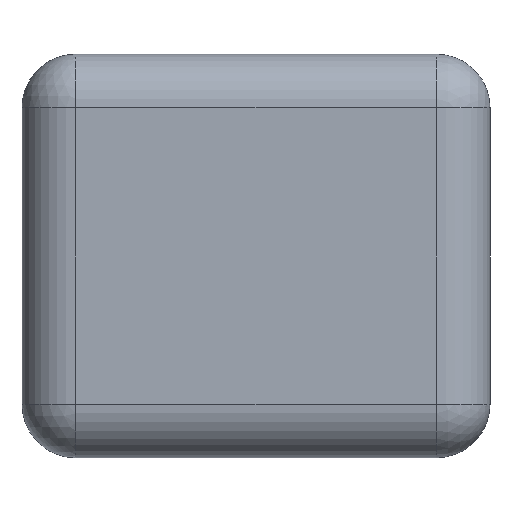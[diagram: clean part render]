
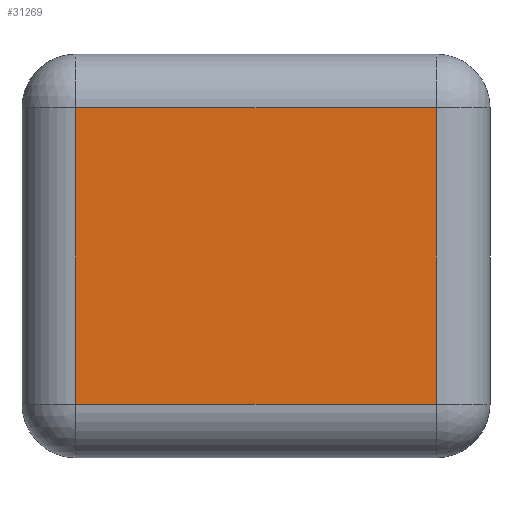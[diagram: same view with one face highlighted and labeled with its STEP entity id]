
A CAD part, front view. The second image highlights one B-rep face of the part: STEP entity #31269.
In plain terms, the highlighted face is planar.
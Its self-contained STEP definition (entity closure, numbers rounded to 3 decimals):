
#589 = EDGE_CURVE ( 'NONE', #8757, #103711, #75658, .T. ) ;
#8757 = VERTEX_POINT ( 'NONE', #112661 ) ;
#10096 = CARTESIAN_POINT ( 'NONE',  ( 268.434, -220.44, 258.534 ) ) ;
#10657 = VECTOR ( 'NONE', #38311, 1000. ) ;
#20151 = CARTESIAN_POINT ( 'NONE',  ( -268.434, -220.44, 258.534 ) ) ;
#22179 = EDGE_CURVE ( 'NONE', #89073, #133002, #85658, .T. ) ;
#22355 = DIRECTION ( 'NONE',  ( 0., 1., 0. ) ) ;
#28369 = PLANE ( 'NONE',  #134484 ) ;
#29259 = CARTESIAN_POINT ( 'NONE',  ( -348.434, 220.44, 258.534 ) ) ;
#31269 = ADVANCED_FACE ( 'NONE', ( #104607 ), #28369, .T. ) ;
#31817 = CARTESIAN_POINT ( 'NONE',  ( -268.434, -300.44, 258.534 ) ) ;
#37033 = CARTESIAN_POINT ( 'NONE',  ( 0., 0., 258.534 ) ) ;
#38311 = DIRECTION ( 'NONE',  ( 1., 0., 0. ) ) ;
#51626 = ORIENTED_EDGE ( 'NONE', *, *, #22179, .T. ) ;
#63249 = LINE ( 'NONE', #107851, #10657 ) ;
#63488 = DIRECTION ( 'NONE',  ( 0., -1., 0. ) ) ;
#71214 = EDGE_LOOP ( 'NONE', ( #120065, #51626, #98575, #112702 ) ) ;
#73126 = DIRECTION ( 'NONE',  ( -1., 0., 0. ) ) ;
#75658 = LINE ( 'NONE', #31817, #134888 ) ;
#79448 = EDGE_CURVE ( 'NONE', #133002, #8757, #129853, .T. ) ;
#80885 = DIRECTION ( 'NONE',  ( 0., 0., 1. ) ) ;
#85658 = LINE ( 'NONE', #129499, #107374 ) ;
#88605 = VECTOR ( 'NONE', #73126, 1000. ) ;
#89073 = VERTEX_POINT ( 'NONE', #10096 ) ;
#98133 = EDGE_CURVE ( 'NONE', #103711, #89073, #63249, .T. ) ;
#98575 = ORIENTED_EDGE ( 'NONE', *, *, #79448, .T. ) ;
#103711 = VERTEX_POINT ( 'NONE', #20151 ) ;
#103898 = DIRECTION ( 'NONE',  ( 1., 0., 0. ) ) ;
#104607 = FACE_OUTER_BOUND ( 'NONE', #71214, .T. ) ;
#107374 = VECTOR ( 'NONE', #22355, 1000. ) ;
#107851 = CARTESIAN_POINT ( 'NONE',  ( 348.434, -220.44, 258.534 ) ) ;
#112661 = CARTESIAN_POINT ( 'NONE',  ( -268.434, 220.44, 258.534 ) ) ;
#112702 = ORIENTED_EDGE ( 'NONE', *, *, #589, .T. ) ;
#120065 = ORIENTED_EDGE ( 'NONE', *, *, #98133, .T. ) ;
#122127 = CARTESIAN_POINT ( 'NONE',  ( 268.434, 220.44, 258.534 ) ) ;
#129499 = CARTESIAN_POINT ( 'NONE',  ( 268.434, 300.44, 258.534 ) ) ;
#129853 = LINE ( 'NONE', #29259, #88605 ) ;
#133002 = VERTEX_POINT ( 'NONE', #122127 ) ;
#134484 = AXIS2_PLACEMENT_3D ( 'NONE', #37033, #80885, #103898 ) ;
#134888 = VECTOR ( 'NONE', #63488, 1000. ) ;
